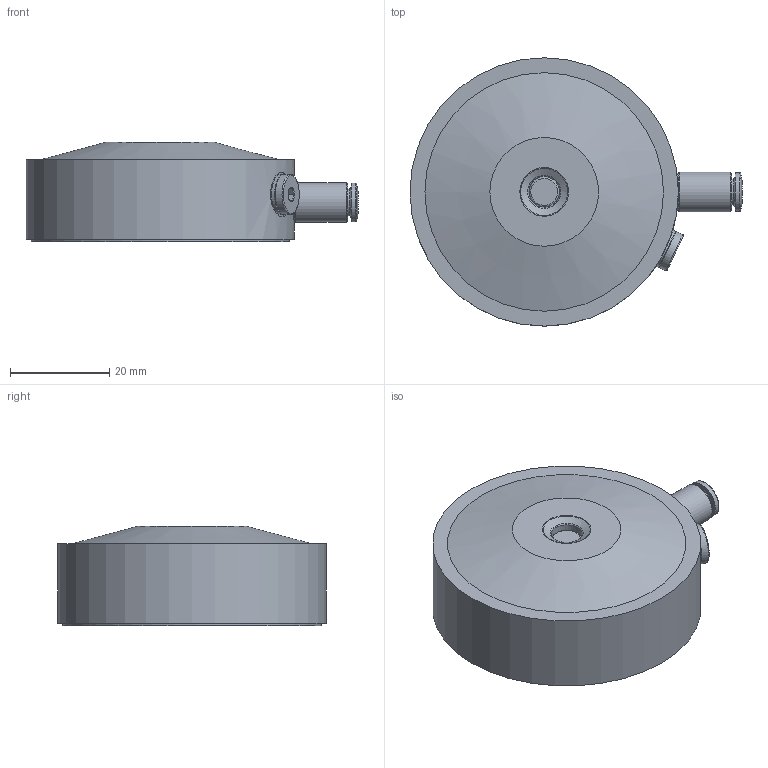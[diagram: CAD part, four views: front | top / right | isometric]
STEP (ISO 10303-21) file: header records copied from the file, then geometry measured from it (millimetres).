
FILE_DESCRIPTION(/* description */ ('Unknown'),/* implementation_level */ '2;1');
FILE_NAME(/* name */ 'RD-54S1',/* time_stamp */ '2024-09-23T15:26:52+02:00',/* author */ ('Unknown'),/* organization */ ('Unknown'),/* preprocessor_version */ 'ST-DEVELOPER v18.104',/* originating_system */ 'Solid Edge',/* authorisation */ 'Unknown');
FILE_SCHEMA (('AUTOMOTIVE_DESIGN {1 0 10303 214 3 1 1}'));
Length unit declared in the file: millimetre
Products named in the file (6): RD-54S1; RD-54S1-Gehäuse.2; RD-54S1-Graphitpad; 132917 QSM-M5-4-I-R-100; 174308 B-M5-B; DM_D6x4
Assembly tree (5 placements, depth 2):
  RD-54S1
    RD-54S1-Gehäuse.2
    RD-54S1-Graphitpad
    132917 QSM-M5-4-I-R-100
    174308 B-M5-B
    DM_D6x4
Bounding box: 66.8 x 54 x 20 mm (x, y, z)
Volume: 41665 mm3; surface area: 14190.7 mm2
Topology: 5 solids, 5 shells, 78 faces, 144 edges, 91 vertices
Faces by surface type: plane 36, cylinder 23, cone 10, torus 8, sphere 1
Full cylindrical faces by diameter (mm): 4 x1, 4.2 x2, 5 x2, 5.4 x1, 6 x1, 6.3 x1, 7.2 x1, 7.8 x4, 8 x3, 9 x2, 51.95 x1, 52.05 x1, 54 x1
Entity records: 2320 total; most frequent: CARTESIAN_POINT 324, DIRECTION 310, ORIENTED_EDGE 192, AXIS2_PLACEMENT_3D 140, EDGE_LOOP 136, FACE_BOUND 136, EDGE_CURVE 96, VERTEX_POINT 84
